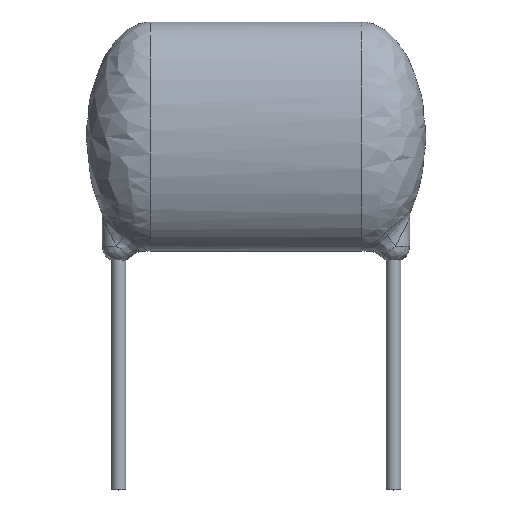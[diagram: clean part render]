
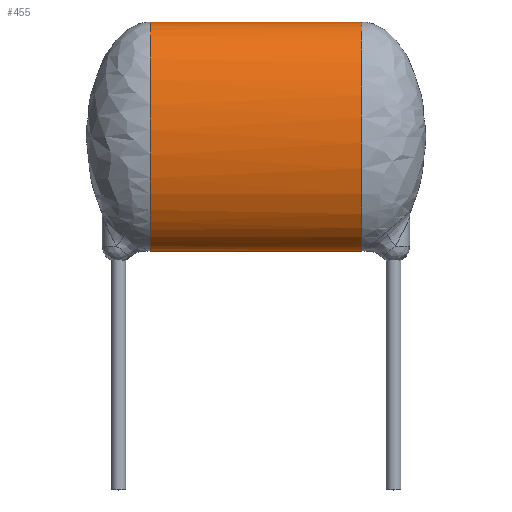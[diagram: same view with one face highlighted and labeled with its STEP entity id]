
A CAD part, top view. The second image highlights one B-rep face of the part: STEP entity #455.
In plain terms, the highlighted free-form (B-spline) face has degree [1, 2] with [2, 9] control points.
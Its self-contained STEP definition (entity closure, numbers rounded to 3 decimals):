
#25 = CARTESIAN_POINT ( 'NONE',  ( -5.75, 15.5, 0. ) ) ;
#39 = CARTESIAN_POINT ( 'NONE',  ( -5.75, 15.5, -3.5 ) ) ;
#64 = CARTESIAN_POINT ( 'NONE',  ( 5.75, 15.5, 0. ) ) ;
#128 = CARTESIAN_POINT ( 'NONE',  ( 5.75, 9.25, 3.5 ) ) ;
#137 = CARTESIAN_POINT ( 'NONE',  ( -5.75, 3., 0. ) ) ;
#161 =( BOUNDED_CURVE ( )  B_SPLINE_CURVE ( 2, ( #584, #959, #1199, #1088, #590 ),
 .UNSPECIFIED., .F., .F. ) 
 B_SPLINE_CURVE_WITH_KNOTS ( ( 3, 2, 3 ),
 ( 0., 0.5, 1. ),
 .UNSPECIFIED. ) 
 CURVE ( )  GEOMETRIC_REPRESENTATION_ITEM ( )  RATIONAL_B_SPLINE_CURVE ( ( 1., 0.707, 1., 0.707, 1. ) ) 
 REPRESENTATION_ITEM ( '' )  );
#299 = CARTESIAN_POINT ( 'NONE',  ( 5.75, 15.5, 0. ) ) ;
#319 = EDGE_CURVE ( 'NONE', #798, #1541, #596, .T. ) ;
#331 = ORIENTED_EDGE ( 'NONE', *, *, #838, .F. ) ;
#409 = CARTESIAN_POINT ( 'NONE',  ( -5.75, 15.5, 0. ) ) ;
#436 = EDGE_LOOP ( 'NONE', ( #331, #1258, #1409, #564 ) ) ;
#455 = ADVANCED_FACE ( 'NONE', ( #1202 ), #771, .F. ) ;
#470 = CARTESIAN_POINT ( 'NONE',  ( 5.75, 3., 0. ) ) ;
#560 = CARTESIAN_POINT ( 'NONE',  ( 5.75, 3., 0. ) ) ;
#564 = ORIENTED_EDGE ( 'NONE', *, *, #752, .F. ) ;
#584 = CARTESIAN_POINT ( 'NONE',  ( -5.75, 3., 0. ) ) ;
#590 = CARTESIAN_POINT ( 'NONE',  ( -5.75, 15.5, 0. ) ) ;
#596 =( BOUNDED_CURVE ( )  B_SPLINE_CURVE ( 2, ( #299, #1501, #695, #905, #1024 ),
 .UNSPECIFIED., .F., .T. ) 
 B_SPLINE_CURVE_WITH_KNOTS ( ( 3, 2, 3 ),
 ( 0., 0.5, 1. ),
 .UNSPECIFIED. ) 
 CURVE ( )  GEOMETRIC_REPRESENTATION_ITEM ( )  RATIONAL_B_SPLINE_CURVE ( ( 1., 0.707, 1., 0.707, 1. ) ) 
 REPRESENTATION_ITEM ( '' )  );
#614 = CARTESIAN_POINT ( 'NONE',  ( -5.75, 9.25, 3.5 ) ) ;
#624 = CARTESIAN_POINT ( 'NONE',  ( -5.75, 3., -3.5 ) ) ;
#632 = CARTESIAN_POINT ( 'NONE',  ( -5.75, 3., 3.5 ) ) ;
#641 = CARTESIAN_POINT ( 'NONE',  ( -5.75, 9.25, -3.5 ) ) ;
#649 = CARTESIAN_POINT ( 'NONE',  ( 5.75, 3., 0. ) ) ;
#695 = CARTESIAN_POINT ( 'NONE',  ( 5.75, 9.25, 3.5 ) ) ;
#740 = CARTESIAN_POINT ( 'NONE',  ( -5.75, 15.5, 0. ) ) ;
#752 = EDGE_CURVE ( 'NONE', #1149, #798, #1395, .T. ) ;
#771 =( BOUNDED_SURFACE ( )  B_SPLINE_SURFACE ( 1, 2, ( 
 ( #740, #1477, #614, #632, #137, #624, #641, #39, #1209 ),
 ( #1113, #1241, #128, #884, #649, #1462, #1129, #1097, #890 ) ),
 .UNSPECIFIED., .F., .T., .F. ) 
 B_SPLINE_SURFACE_WITH_KNOTS ( ( 2, 2 ),
 ( 3, 2, 2, 2, 3 ),
 ( -0.92, 0.92 ),
 ( -3.142, -1.571, 0., 1.571, 3.142 ),
 .UNSPECIFIED. ) 
 GEOMETRIC_REPRESENTATION_ITEM ( )  RATIONAL_B_SPLINE_SURFACE ( (
 ( 1., 0.707, 1., 0.707, 1., 0.707, 1., 0.707, 1.),
 ( 1., 0.707, 1., 0.707, 1., 0.707, 1., 0.707, 1.) ) ) 
 REPRESENTATION_ITEM ( '' )  SURFACE ( )  );
#798 = VERTEX_POINT ( 'NONE', #64 ) ;
#799 = B_SPLINE_CURVE_WITH_KNOTS ( 'NONE', 1,
 ( #1160, #560 ),
 .UNSPECIFIED., .F., .F.,
 ( 2, 2 ),
 ( -0.92, 0.92 ),
 .UNSPECIFIED. ) ;
#838 = EDGE_CURVE ( 'NONE', #1473, #1149, #161, .T. ) ;
#884 = CARTESIAN_POINT ( 'NONE',  ( 5.75, 3., 3.5 ) ) ;
#890 = CARTESIAN_POINT ( 'NONE',  ( 5.75, 15.5, 0. ) ) ;
#905 = CARTESIAN_POINT ( 'NONE',  ( 5.75, 3., 3.5 ) ) ;
#959 = CARTESIAN_POINT ( 'NONE',  ( -5.75, 3., 3.5 ) ) ;
#1020 = CARTESIAN_POINT ( 'NONE',  ( -5.75, 3., 0. ) ) ;
#1024 = CARTESIAN_POINT ( 'NONE',  ( 5.75, 3., 0. ) ) ;
#1088 = CARTESIAN_POINT ( 'NONE',  ( -5.75, 15.5, 3.5 ) ) ;
#1097 = CARTESIAN_POINT ( 'NONE',  ( 5.75, 15.5, -3.5 ) ) ;
#1113 = CARTESIAN_POINT ( 'NONE',  ( 5.75, 15.5, 0. ) ) ;
#1129 = CARTESIAN_POINT ( 'NONE',  ( 5.75, 9.25, -3.5 ) ) ;
#1149 = VERTEX_POINT ( 'NONE', #409 ) ;
#1160 = CARTESIAN_POINT ( 'NONE',  ( -5.75, 3., 0. ) ) ;
#1199 = CARTESIAN_POINT ( 'NONE',  ( -5.75, 9.25, 3.5 ) ) ;
#1202 = FACE_OUTER_BOUND ( 'NONE', #436, .T. ) ;
#1209 = CARTESIAN_POINT ( 'NONE',  ( -5.75, 15.5, 0. ) ) ;
#1214 = CARTESIAN_POINT ( 'NONE',  ( 5.75, 15.5, 0. ) ) ;
#1219 = EDGE_CURVE ( 'NONE', #1473, #1541, #799, .T. ) ;
#1241 = CARTESIAN_POINT ( 'NONE',  ( 5.75, 15.5, 3.5 ) ) ;
#1258 = ORIENTED_EDGE ( 'NONE', *, *, #1219, .T. ) ;
#1395 = B_SPLINE_CURVE_WITH_KNOTS ( 'NONE', 1,
 ( #25, #1214 ),
 .UNSPECIFIED., .F., .F.,
 ( 2, 2 ),
 ( -0.92, 0.92 ),
 .UNSPECIFIED. ) ;
#1409 = ORIENTED_EDGE ( 'NONE', *, *, #319, .F. ) ;
#1462 = CARTESIAN_POINT ( 'NONE',  ( 5.75, 3., -3.5 ) ) ;
#1473 = VERTEX_POINT ( 'NONE', #1020 ) ;
#1477 = CARTESIAN_POINT ( 'NONE',  ( -5.75, 15.5, 3.5 ) ) ;
#1501 = CARTESIAN_POINT ( 'NONE',  ( 5.75, 15.5, 3.5 ) ) ;
#1541 = VERTEX_POINT ( 'NONE', #470 ) ;
